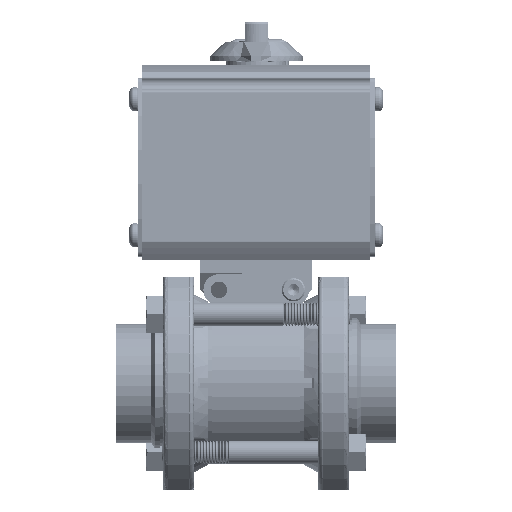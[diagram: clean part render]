
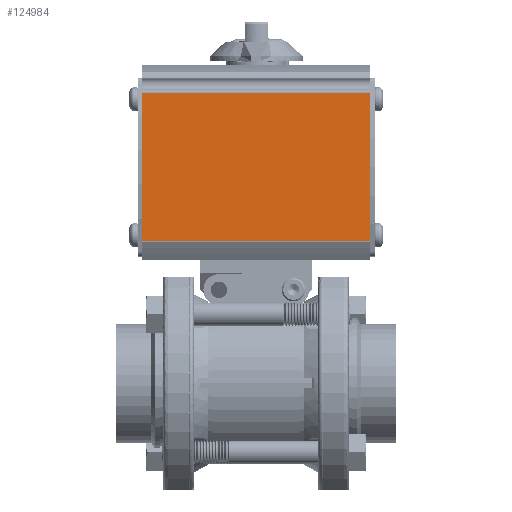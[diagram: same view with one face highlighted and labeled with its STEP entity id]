
A CAD part, top view. The second image highlights one B-rep face of the part: STEP entity #124984.
In plain terms, the highlighted planar face has unit normal (0, 0, 1).
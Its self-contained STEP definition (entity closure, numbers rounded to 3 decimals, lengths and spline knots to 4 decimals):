
#3419 = VERTEX_POINT ( 'NONE', #69650 ) ;
#3888 = VERTEX_POINT ( 'NONE', #36395 ) ;
#10564 = VECTOR ( 'NONE', #120567, 39.3701 ) ;
#14321 = ORIENTED_EDGE ( 'NONE', *, *, #76417, .T. ) ;
#14973 = LINE ( 'NONE', #134194, #10564 ) ;
#21182 = VECTOR ( 'NONE', #94491, 39.3701 ) ;
#36395 = CARTESIAN_POINT ( 'NONE',  ( 1.5441, 3.7931, 3.281 ) ) ;
#53280 = EDGE_CURVE ( 'NONE', #171236, #3419, #66426, .T. ) ;
#59143 = LINE ( 'NONE', #79576, #21182 ) ;
#66426 = LINE ( 'NONE', #72368, #137633 ) ;
#69650 = CARTESIAN_POINT ( 'NONE',  ( -1.5109, 3.7931, 3.281 ) ) ;
#72368 = CARTESIAN_POINT ( 'NONE',  ( -1.5109, 3.8004, 3.281 ) ) ;
#74239 = PLANE ( 'NONE',  #74283 ) ;
#74283 = AXIS2_PLACEMENT_3D ( 'NONE', #116588, #173696, #88584 ) ;
#76417 = EDGE_CURVE ( 'NONE', #3888, #3419, #128761, .T. ) ;
#79576 = CARTESIAN_POINT ( 'NONE',  ( 1.5441, 3.8004, 3.281 ) ) ;
#86475 = ORIENTED_EDGE ( 'NONE', *, *, #142817, .T. ) ;
#87639 = EDGE_LOOP ( 'NONE', ( #181366, #14321, #174715, #86475 ) ) ;
#88584 = DIRECTION ( 'NONE',  ( 0., -1., 0. ) ) ;
#90963 = CARTESIAN_POINT ( 'NONE',  ( -1.5109, 1.7988, 3.281 ) ) ;
#94491 = DIRECTION ( 'NONE',  ( 0., -1., 0. ) ) ;
#97119 = FACE_OUTER_BOUND ( 'NONE', #87639, .T. ) ;
#116588 = CARTESIAN_POINT ( 'NONE',  ( -5.0238, 3.8004, 3.281 ) ) ;
#120567 = DIRECTION ( 'NONE',  ( 1., 0., 0. ) ) ;
#124984 = ADVANCED_FACE ( 'NONE', ( #97119 ), #74239, .F. ) ;
#127159 = VERTEX_POINT ( 'NONE', #143718 ) ;
#128761 = LINE ( 'NONE', #174822, #166563 ) ;
#134194 = CARTESIAN_POINT ( 'NONE',  ( -5.0238, 1.7988, 3.281 ) ) ;
#137633 = VECTOR ( 'NONE', #157591, 39.3701 ) ;
#142817 = EDGE_CURVE ( 'NONE', #171236, #127159, #14973, .T. ) ;
#143718 = CARTESIAN_POINT ( 'NONE',  ( 1.5441, 1.7988, 3.281 ) ) ;
#146271 = DIRECTION ( 'NONE',  ( -1., 0., 0. ) ) ;
#157591 = DIRECTION ( 'NONE',  ( 0., 1., 0. ) ) ;
#166563 = VECTOR ( 'NONE', #146271, 39.3701 ) ;
#166649 = EDGE_CURVE ( 'NONE', #3888, #127159, #59143, .T. ) ;
#171236 = VERTEX_POINT ( 'NONE', #90963 ) ;
#173696 = DIRECTION ( 'NONE',  ( 0., 0., -1. ) ) ;
#174715 = ORIENTED_EDGE ( 'NONE', *, *, #53280, .F. ) ;
#174822 = CARTESIAN_POINT ( 'NONE',  ( -5.0238, 3.7931, 3.281 ) ) ;
#181366 = ORIENTED_EDGE ( 'NONE', *, *, #166649, .F. ) ;
